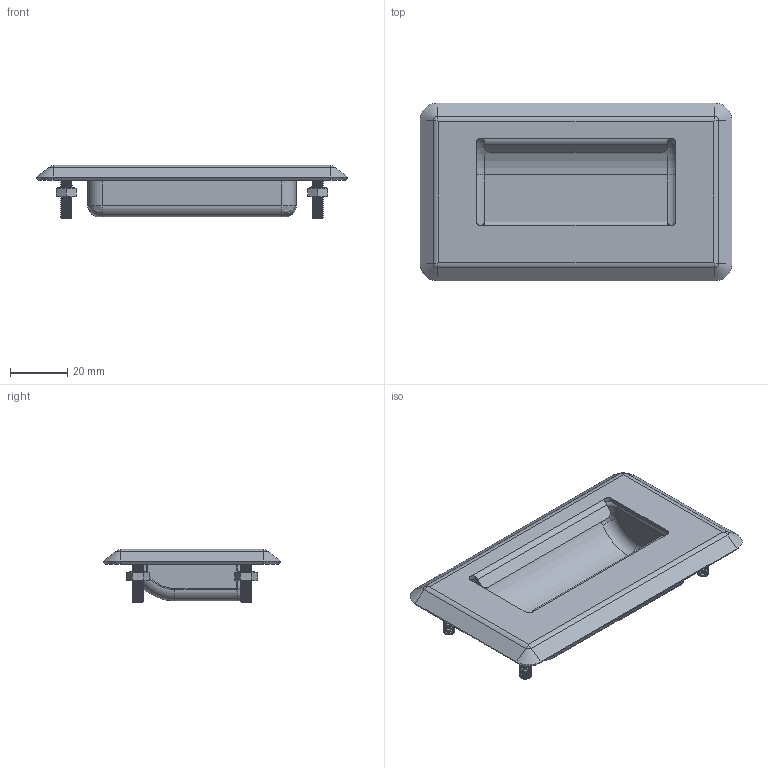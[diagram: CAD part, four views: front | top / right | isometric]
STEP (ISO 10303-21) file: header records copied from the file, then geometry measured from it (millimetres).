
FILE_DESCRIPTION(/* description */ (''),/* implementation_level */ '2;1');
FILE_NAME(/* name */ 'A-MS2.stp',/* time_stamp */ '2023-01-25T16:52:08+09:00',/* author */ ('user'),/* organization */ (''),/* preprocessor_version */ 'ST-DEVELOPER v15.6',/* originating_system */ 'Autodesk Inventor 2015',/* authorisation */ '');
FILE_SCHEMA (('AUTOMOTIVE_DESIGN { 1 0 10303 214 3 1 1 }'));
Length unit declared in the file: millimetre
Products named in the file (9): 구성요소3; 구성요소4; BOLT_M4; NUT_M4; BOLT, NUT v1; BOLT, NUT v1_1; BOLT, NUT v1_2; BOLT, NUT v1_3; A-MS2
Bounding box: 109.3 x 62.3 x 18.7 mm (x, y, z)
Volume: 13022.6 mm3; surface area: 29825 mm2
Topology: 10 solids, 18 shells, 596 faces, 1746 edges, 1180 vertices
Faces by surface type: cylinder 234, plane 200, bspline 126, cone 24, torus 12
Full cylindrical faces by diameter (mm): 4 x4, 4.3 x4
Entity records: 32437 total; most frequent: CARTESIAN_POINT 21088, ORIENTED_EDGE 2526, DIRECTION 2014, EDGE_CURVE 1264, VERTEX_POINT 789, AXIS2_PLACEMENT_3D 728, LINE 558, VECTOR 558
